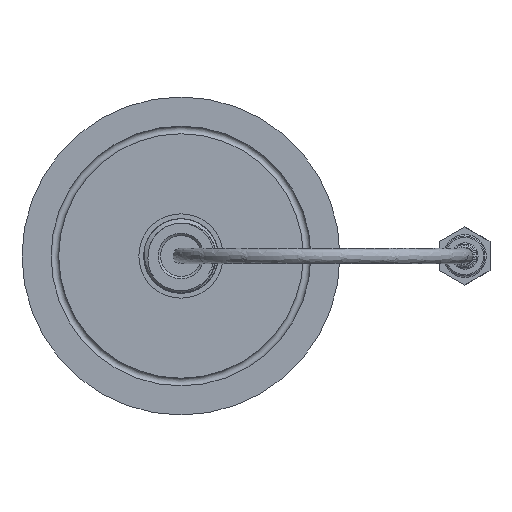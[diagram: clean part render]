
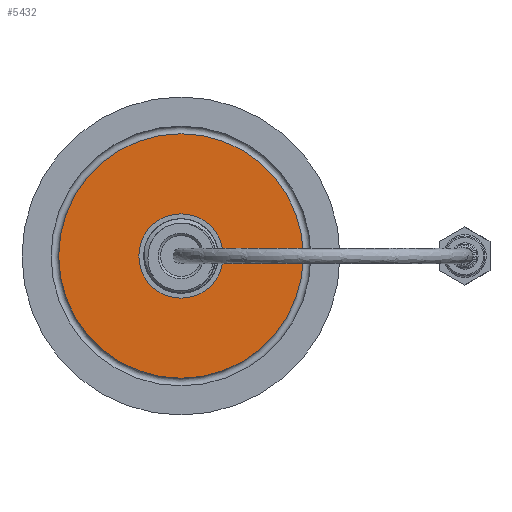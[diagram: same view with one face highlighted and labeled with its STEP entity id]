
A CAD part, front view. The second image highlights one B-rep face of the part: STEP entity #5432.
In plain terms, the highlighted planar face has unit normal (0, -1, 0).
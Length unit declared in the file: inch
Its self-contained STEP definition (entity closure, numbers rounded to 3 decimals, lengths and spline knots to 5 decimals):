
#12 = CARTESIAN_POINT ( 'NONE',  ( 0., -0.125, -0.2625 ) ) ;
#38 = CARTESIAN_POINT ( 'NONE',  ( 0., -0.125, 0.7613 ) ) ;
#103 = VERTEX_POINT ( 'NONE', #38 ) ;
#365 = AXIS2_PLACEMENT_3D ( 'NONE', #4950, #3669, #3644 ) ;
#590 = ORIENTED_EDGE ( 'NONE', *, *, #4127, .T. ) ;
#1227 = VERTEX_POINT ( 'NONE', #12 ) ;
#1335 = DIRECTION ( 'NONE',  ( 0., 0., -1. ) ) ;
#1353 = AXIS2_PLACEMENT_3D ( 'NONE', #1367, #1355, #1335 ) ;
#1355 = DIRECTION ( 'NONE',  ( 0., -1., 0. ) ) ;
#1367 = CARTESIAN_POINT ( 'NONE',  ( 0., -0.125, 0. ) ) ;
#1375 = AXIS2_PLACEMENT_3D ( 'NONE', #1825, #1815, #1804 ) ;
#1804 = DIRECTION ( 'NONE',  ( 0., 0., 1. ) ) ;
#1815 = DIRECTION ( 'NONE',  ( 0., -1., 0. ) ) ;
#1825 = CARTESIAN_POINT ( 'NONE',  ( 0., -0.125, 0. ) ) ;
#2031 = ORIENTED_EDGE ( 'NONE', *, *, #4155, .F. ) ;
#2810 = FACE_BOUND ( 'NONE', #3937, .T. ) ;
#2864 = CIRCLE ( 'NONE', #1375, 0.7613 ) ;
#3015 = CIRCLE ( 'NONE', #1353, 0.2625 ) ;
#3366 = EDGE_LOOP ( 'NONE', ( #590 ) ) ;
#3644 = DIRECTION ( 'NONE',  ( 0., 0., -1. ) ) ;
#3669 = DIRECTION ( 'NONE',  ( 0., -1., 0. ) ) ;
#3698 = PLANE ( 'NONE',  #365 ) ;
#3937 = EDGE_LOOP ( 'NONE', ( #2031 ) ) ;
#4127 = EDGE_CURVE ( 'NONE', #103, #103, #2864, .T. ) ;
#4155 = EDGE_CURVE ( 'NONE', #1227, #1227, #3015, .T. ) ;
#4950 = CARTESIAN_POINT ( 'NONE',  ( 0., -0.125, 0. ) ) ;
#5340 = FACE_OUTER_BOUND ( 'NONE', #3366, .T. ) ;
#5432 = ADVANCED_FACE ( 'NONE', ( #2810, #5340 ), #3698, .T. ) ;
